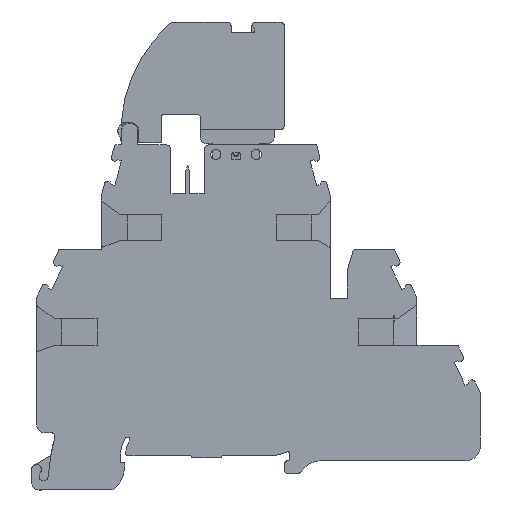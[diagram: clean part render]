
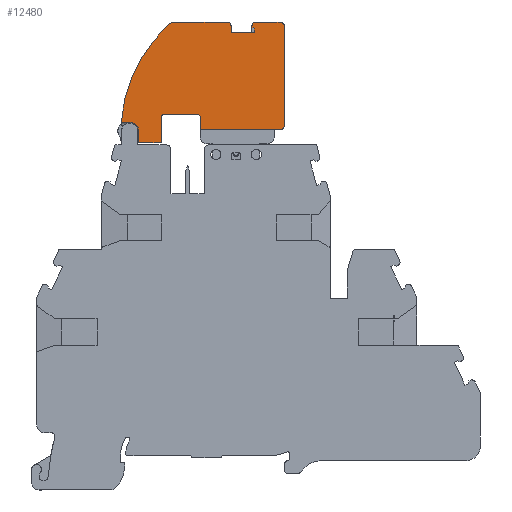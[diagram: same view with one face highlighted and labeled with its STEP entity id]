
A CAD part, front view. The second image highlights one B-rep face of the part: STEP entity #12480.
In plain terms, the highlighted planar face has unit normal (0, -1, 0).
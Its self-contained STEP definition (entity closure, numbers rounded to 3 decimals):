
#458=CIRCLE('',#13173,0.5);
#460=CIRCLE('',#13177,0.5);
#462=CIRCLE('',#13195,0.865);
#463=CIRCLE('',#13196,0.75);
#464=CIRCLE('',#13197,0.75);
#465=CIRCLE('',#13198,1.5);
#466=CIRCLE('',#13199,30.);
#467=CIRCLE('',#13200,1.85);
#468=CIRCLE('',#13201,0.5);
#2342=ORIENTED_EDGE('',*,*,#4236,.F.);
#2343=ORIENTED_EDGE('',*,*,#4237,.F.);
#2344=ORIENTED_EDGE('',*,*,#4238,.T.);
#2345=ORIENTED_EDGE('',*,*,#4239,.T.);
#2346=ORIENTED_EDGE('',*,*,#4240,.T.);
#2347=ORIENTED_EDGE('',*,*,#4241,.T.);
#2348=ORIENTED_EDGE('',*,*,#4242,.T.);
#2349=ORIENTED_EDGE('',*,*,#4243,.T.);
#2350=ORIENTED_EDGE('',*,*,#4244,.T.);
#2351=ORIENTED_EDGE('',*,*,#4245,.F.);
#2352=ORIENTED_EDGE('',*,*,#4246,.T.);
#2353=ORIENTED_EDGE('',*,*,#4247,.F.);
#2354=ORIENTED_EDGE('',*,*,#4248,.T.);
#2355=ORIENTED_EDGE('',*,*,#4249,.T.);
#2356=ORIENTED_EDGE('',*,*,#4250,.T.);
#2357=ORIENTED_EDGE('',*,*,#4251,.T.);
#2358=ORIENTED_EDGE('',*,*,#4252,.F.);
#2359=ORIENTED_EDGE('',*,*,#3393,.T.);
#2360=ORIENTED_EDGE('',*,*,#4204,.F.);
#2361=ORIENTED_EDGE('',*,*,#4208,.F.);
#2362=ORIENTED_EDGE('',*,*,#4210,.F.);
#2363=ORIENTED_EDGE('',*,*,#4214,.F.);
#2364=ORIENTED_EDGE('',*,*,#4235,.F.);
#2365=ORIENTED_EDGE('',*,*,#4253,.F.);
#2366=ORIENTED_EDGE('',*,*,#4227,.F.);
#3393=EDGE_CURVE('',#4715,#4714,#5606,.T.);
#4204=EDGE_CURVE('',#5262,#4714,#458,.T.);
#4208=EDGE_CURVE('',#5265,#5262,#6204,.T.);
#4210=EDGE_CURVE('',#5266,#5265,#460,.T.);
#4214=EDGE_CURVE('',#5268,#5266,#6208,.T.);
#4227=EDGE_CURVE('',#5271,#5272,#6221,.T.);
#4235=EDGE_CURVE('',#5277,#5268,#6229,.T.);
#4236=EDGE_CURVE('',#5278,#5271,#462,.T.);
#4237=EDGE_CURVE('',#5279,#5278,#6230,.T.);
#4238=EDGE_CURVE('',#5279,#5280,#463,.T.);
#4239=EDGE_CURVE('',#5280,#5281,#6231,.T.);
#4240=EDGE_CURVE('',#5281,#5282,#6232,.T.);
#4241=EDGE_CURVE('',#5282,#5283,#6233,.T.);
#4242=EDGE_CURVE('',#5283,#5284,#6234,.T.);
#4243=EDGE_CURVE('',#5284,#5285,#6235,.T.);
#4244=EDGE_CURVE('',#5285,#5286,#464,.T.);
#4245=EDGE_CURVE('',#5287,#5286,#6236,.T.);
#4246=EDGE_CURVE('',#5287,#5288,#465,.F.);
#4247=EDGE_CURVE('',#5289,#5288,#466,.T.);
#4248=EDGE_CURVE('',#5289,#5290,#6237,.T.);
#4249=EDGE_CURVE('',#5290,#5291,#467,.F.);
#4250=EDGE_CURVE('',#5291,#5292,#6238,.T.);
#4251=EDGE_CURVE('',#5292,#5293,#6239,.T.);
#4252=EDGE_CURVE('',#4715,#5293,#6240,.T.);
#4253=EDGE_CURVE('',#5272,#5277,#468,.T.);
#4714=VERTEX_POINT('',#16405);
#4715=VERTEX_POINT('',#16407);
#5262=VERTEX_POINT('',#18088);
#5265=VERTEX_POINT('',#18096);
#5266=VERTEX_POINT('',#18100);
#5268=VERTEX_POINT('',#18107);
#5271=VERTEX_POINT('',#18137);
#5272=VERTEX_POINT('',#18138);
#5277=VERTEX_POINT('',#18151);
#5278=VERTEX_POINT('',#18155);
#5279=VERTEX_POINT('',#18157);
#5280=VERTEX_POINT('',#18159);
#5281=VERTEX_POINT('',#18161);
#5282=VERTEX_POINT('',#18163);
#5283=VERTEX_POINT('',#18165);
#5284=VERTEX_POINT('',#18167);
#5285=VERTEX_POINT('',#18169);
#5286=VERTEX_POINT('',#18171);
#5287=VERTEX_POINT('',#18173);
#5288=VERTEX_POINT('',#18175);
#5289=VERTEX_POINT('',#18177);
#5290=VERTEX_POINT('',#18179);
#5291=VERTEX_POINT('',#18181);
#5292=VERTEX_POINT('',#18183);
#5293=VERTEX_POINT('',#18185);
#5606=LINE('',#16406,#6559);
#6204=LINE('',#18097,#7157);
#6208=LINE('',#18108,#7161);
#6221=LINE('',#18136,#7174);
#6229=LINE('',#18152,#7182);
#6230=LINE('',#18156,#7183);
#6231=LINE('',#18160,#7184);
#6232=LINE('',#18162,#7185);
#6233=LINE('',#18164,#7186);
#6234=LINE('',#18166,#7187);
#6235=LINE('',#18168,#7188);
#6236=LINE('',#18172,#7189);
#6237=LINE('',#18178,#7190);
#6238=LINE('',#18182,#7191);
#6239=LINE('',#18184,#7192);
#6240=LINE('',#18186,#7193);
#6559=VECTOR('',#13706,1000.);
#7157=VECTOR('',#15216,1000.);
#7161=VECTOR('',#15228,1000.);
#7174=VECTOR('',#15267,1000.);
#7182=VECTOR('',#15277,1000.);
#7183=VECTOR('',#15282,1000.);
#7184=VECTOR('',#15285,1000.);
#7185=VECTOR('',#15286,1000.);
#7186=VECTOR('',#15287,1000.);
#7187=VECTOR('',#15288,1000.);
#7188=VECTOR('',#15289,1000.);
#7189=VECTOR('',#15292,1000.);
#7190=VECTOR('',#15297,1000.);
#7191=VECTOR('',#15300,1000.);
#7192=VECTOR('',#15301,1000.);
#7193=VECTOR('',#15302,1000.);
#7730=EDGE_LOOP('',(#2342,#2343,#2344,#2345,#2346,#2347,#2348,#2349,#2350,
#2351,#2352,#2353,#2354,#2355,#2356,#2357,#2358,#2359,#2360,#2361,#2362,
#2363,#2364,#2365,#2366));
#8272=FACE_BOUND('',#7730,.T.);
#8673=PLANE('',#13194);
#12480=ADVANCED_FACE('',(#8272),#8673,.F.);
#13173=AXIS2_PLACEMENT_3D('',#18090,#15208,#15209);
#13177=AXIS2_PLACEMENT_3D('',#18102,#15220,#15221);
#13194=AXIS2_PLACEMENT_3D('',#18153,#15278,#15279);
#13195=AXIS2_PLACEMENT_3D('',#18154,#15280,#15281);
#13196=AXIS2_PLACEMENT_3D('',#18158,#15283,#15284);
#13197=AXIS2_PLACEMENT_3D('',#18170,#15290,#15291);
#13198=AXIS2_PLACEMENT_3D('',#18174,#15293,#15294);
#13199=AXIS2_PLACEMENT_3D('',#18176,#15295,#15296);
#13200=AXIS2_PLACEMENT_3D('',#18180,#15298,#15299);
#13201=AXIS2_PLACEMENT_3D('',#18187,#15303,#15304);
#13706=DIRECTION('',(0.,0.,1.));
#15208=DIRECTION('',(0.,-1.,0.));
#15209=DIRECTION('',(1.,0.,0.));
#15216=DIRECTION('',(-1.,0.,0.));
#15220=DIRECTION('',(0.,-1.,0.));
#15221=DIRECTION('',(1.,0.,0.));
#15228=DIRECTION('',(0.,0.,1.));
#15267=DIRECTION('',(0.,0.,-1.));
#15277=DIRECTION('',(-1.,0.,0.));
#15278=DIRECTION('',(0.,1.,0.));
#15279=DIRECTION('',(0.,0.,1.));
#15280=DIRECTION('',(0.,1.,0.));
#15281=DIRECTION('',(1.,0.,0.));
#15282=DIRECTION('',(1.,0.,0.));
#15283=DIRECTION('',(0.,-1.,0.));
#15284=DIRECTION('',(1.,0.,0.));
#15285=DIRECTION('',(0.,0.,-1.));
#15286=DIRECTION('',(0.766,0.,-0.643));
#15287=DIRECTION('',(0.,0.,-1.));
#15288=DIRECTION('',(-1.,0.,0.));
#15289=DIRECTION('',(0.,0.,1.));
#15290=DIRECTION('',(0.,-1.,0.));
#15291=DIRECTION('',(1.,0.,0.));
#15292=DIRECTION('',(1.,0.,0.));
#15293=DIRECTION('',(0.,1.,0.));
#15294=DIRECTION('',(0.,0.,1.));
#15295=DIRECTION('',(0.,1.,0.));
#15296=DIRECTION('',(0.,0.,1.));
#15297=DIRECTION('',(1.,0.,0.));
#15298=DIRECTION('',(0.,-1.,0.));
#15299=DIRECTION('',(0.,0.,-1.));
#15300=DIRECTION('',(0.149,0.,-0.989));
#15301=DIRECTION('',(0.,0.,-1.));
#15302=DIRECTION('',(-1.,0.,0.));
#15303=DIRECTION('',(0.,1.,0.));
#15304=DIRECTION('',(1.,0.,0.));
#16405=CARTESIAN_POINT('',(-40.74,-0.5,40.78));
#16406=CARTESIAN_POINT('',(-40.74,-0.5,42.43));
#16407=CARTESIAN_POINT('',(-40.74,-0.5,35.55));
#18088=CARTESIAN_POINT('',(-40.24,-0.5,41.28));
#18090=CARTESIAN_POINT('',(-40.24,-0.5,40.78));
#18096=CARTESIAN_POINT('',(-33.24,-0.5,41.28));
#18097=CARTESIAN_POINT('',(-33.24,-0.5,41.28));
#18100=CARTESIAN_POINT('',(-32.74,-0.5,40.78));
#18102=CARTESIAN_POINT('',(-33.24,-0.5,40.78));
#18107=CARTESIAN_POINT('',(-32.74,-0.5,38.28));
#18108=CARTESIAN_POINT('',(-32.74,-0.5,40.78));
#18136=CARTESIAN_POINT('',(-15.54,-0.5,53.78));
#18137=CARTESIAN_POINT('',(-15.54,-0.5,59.705));
#18138=CARTESIAN_POINT('',(-15.54,-0.5,38.78));
#18151=CARTESIAN_POINT('',(-16.04,-0.5,38.28));
#18152=CARTESIAN_POINT('',(-32.74,-0.5,38.28));
#18153=CARTESIAN_POINT('',(-49.14,-0.5,18.274));
#18154=CARTESIAN_POINT('',(-16.355,-0.5,59.415));
#18155=CARTESIAN_POINT('',(-16.355,-0.5,60.28));
#18156=CARTESIAN_POINT('',(-50.04,-0.5,60.28));
#18157=CARTESIAN_POINT('',(-21.36,-0.5,60.28));
#18158=CARTESIAN_POINT('',(-21.36,-0.5,59.53));
#18159=CARTESIAN_POINT('',(-22.11,-0.5,59.53));
#18160=CARTESIAN_POINT('',(-22.11,-0.5,59.24));
#18161=CARTESIAN_POINT('',(-22.11,-0.5,59.24));
#18162=CARTESIAN_POINT('',(-21.66,-0.5,58.862));
#18163=CARTESIAN_POINT('',(-21.66,-0.5,58.862));
#18164=CARTESIAN_POINT('',(-21.66,-0.5,58.13));
#18165=CARTESIAN_POINT('',(-21.66,-0.5,58.13));
#18166=CARTESIAN_POINT('',(-25.89,-0.5,58.13));
#18167=CARTESIAN_POINT('',(-26.41,-0.5,58.13));
#18168=CARTESIAN_POINT('',(-26.41,-0.5,59.53));
#18169=CARTESIAN_POINT('',(-26.41,-0.5,59.53));
#18170=CARTESIAN_POINT('',(-27.16,-0.5,59.53));
#18171=CARTESIAN_POINT('',(-27.16,-0.5,60.28));
#18172=CARTESIAN_POINT('',(-50.04,-0.5,60.28));
#18173=CARTESIAN_POINT('',(-37.997,-0.5,60.28));
#18174=CARTESIAN_POINT('',(-37.997,-0.5,58.78));
#18175=CARTESIAN_POINT('',(-38.996,-0.5,59.898));
#18176=CARTESIAN_POINT('',(-19.001,-0.5,37.533));
#18177=CARTESIAN_POINT('',(-48.919,-0.5,39.75));
#18178=CARTESIAN_POINT('',(-47.2,-0.5,39.75));
#18179=CARTESIAN_POINT('',(-47.2,-0.5,39.75));
#18180=CARTESIAN_POINT('',(-47.2,-0.5,37.9));
#18181=CARTESIAN_POINT('',(-45.352,-0.5,37.981));
#18182=CARTESIAN_POINT('',(-45.352,-0.5,37.981));
#18183=CARTESIAN_POINT('',(-45.34,-0.5,37.9));
#18184=CARTESIAN_POINT('',(-45.34,-0.5,37.9));
#18185=CARTESIAN_POINT('',(-45.34,-0.5,35.55));
#18186=CARTESIAN_POINT('',(-47.69,-0.5,35.55));
#18187=CARTESIAN_POINT('',(-16.04,-0.5,38.78));
